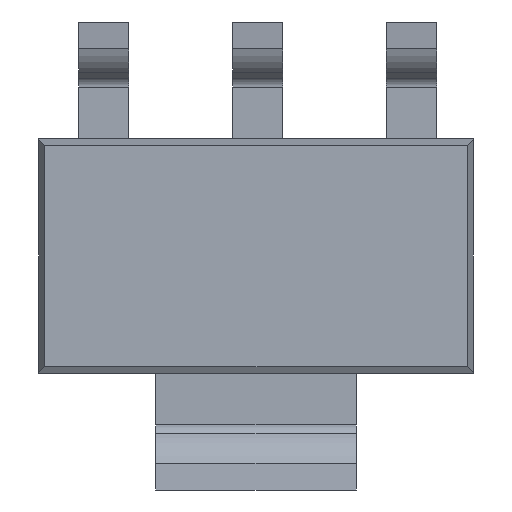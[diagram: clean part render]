
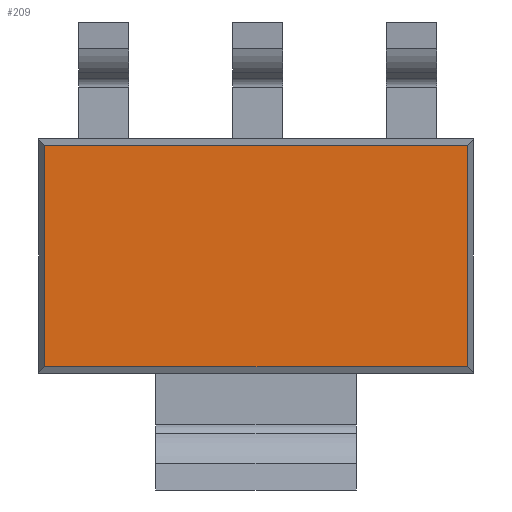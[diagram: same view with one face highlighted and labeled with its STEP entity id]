
A CAD part, front view. The second image highlights one B-rep face of the part: STEP entity #209.
In plain terms, the highlighted planar face has unit normal (0, -1, 0).
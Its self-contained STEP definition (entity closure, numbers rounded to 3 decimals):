
#209=ADVANCED_FACE('',(#420),#421,.T.);
#420=FACE_OUTER_BOUND('',#627,.T.);
#421=PLANE('',#628);
#627=EDGE_LOOP('',(#1192,#1193,#1194,#1195));
#628=AXIS2_PLACEMENT_3D('',#1196,#1197,#1198);
#1192=ORIENTED_EDGE('',*,*,#1431,.F.);
#1193=ORIENTED_EDGE('',*,*,#1456,.T.);
#1194=ORIENTED_EDGE('',*,*,#1438,.F.);
#1195=ORIENTED_EDGE('',*,*,#1458,.F.);
#1196=CARTESIAN_POINT('',(6.5,0.06,0.));
#1197=DIRECTION('',(0.0,-1.0,0.0));
#1198=DIRECTION('',(0.,0.0,1.0));
#1431=EDGE_CURVE('',#1758,#1760,#1761,.T.);
#1438=EDGE_CURVE('',#1771,#1766,#1773,.T.);
#1456=EDGE_CURVE('',#1758,#1766,#1795,.T.);
#1458=EDGE_CURVE('',#1760,#1771,#1797,.T.);
#1758=VERTEX_POINT('',#2203);
#1760=VERTEX_POINT('',#2206);
#1761=LINE('',#2207,#2208);
#1766=VERTEX_POINT('',#2215);
#1771=VERTEX_POINT('',#2222);
#1773=LINE('',#2225,#2226);
#1795=LINE('',#2259,#2260);
#1797=LINE('',#2262,#2263);
#2203=CARTESIAN_POINT('',(6.406,0.06,1.656));
#2206=CARTESIAN_POINT('',(6.406,0.06,-1.656));
#2207=CARTESIAN_POINT('',(6.406,0.06,-10.));
#2208=VECTOR('',#2489,1.0);
#2215=CARTESIAN_POINT('',(0.094,0.06,1.656));
#2222=CARTESIAN_POINT('',(0.094,0.06,-1.656));
#2225=CARTESIAN_POINT('',(0.094,0.06,-10.));
#2226=VECTOR('',#2495,1.0);
#2259=CARTESIAN_POINT('',(6.5,0.06,1.656));
#2260=VECTOR('',#2507,1.0);
#2262=CARTESIAN_POINT('',(6.5,0.06,-1.656));
#2263=VECTOR('',#2508,1.0);
#2489=DIRECTION('',(0.0,0.0,-1.0));
#2495=DIRECTION('',(0.0,0.0,1.0));
#2507=DIRECTION('',(-1.0,0.0,0.));
#2508=DIRECTION('',(-1.0,0.0,0.));
